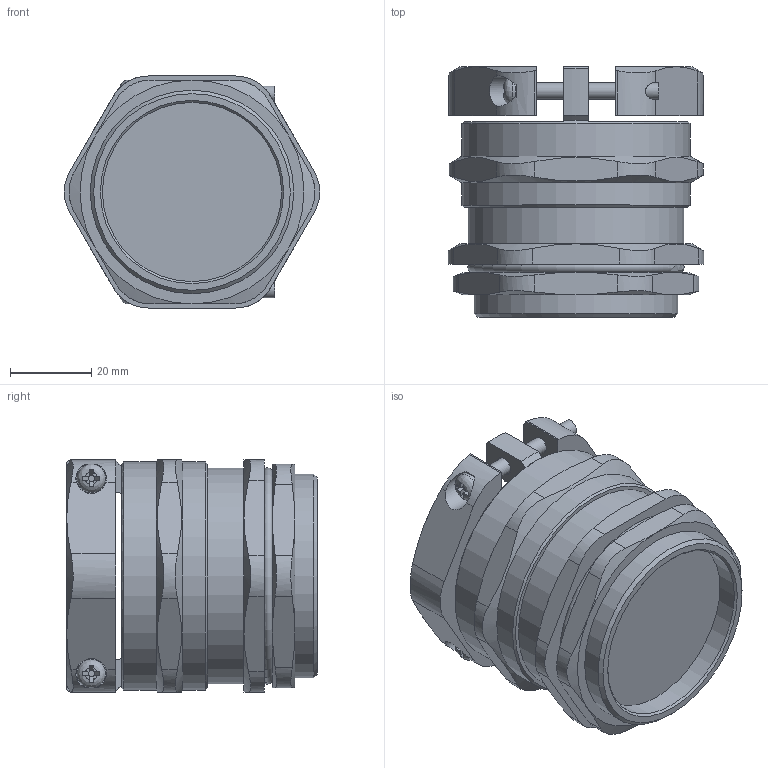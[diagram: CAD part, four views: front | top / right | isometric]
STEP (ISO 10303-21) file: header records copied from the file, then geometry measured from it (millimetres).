
FILE_DESCRIPTION(/* description */ ('ВКХ-ЛР-М50-38-L13'),/* implementation_level */ '2;1');
FILE_NAME(/* name */ '',/* time_stamp */ '2025-07-17T11:52:01+07:00',/* author */ ('zeta-86'),/* organization */ (''),/* preprocessor_version */ 'ST-DEVELOPER v19.2',/* originating_system */ 'Autodesk Inventor 2024',/* authorisation */ '');
FILE_SCHEMA (('AUTOMOTIVE_DESIGN { 1 0 10303 214 3 1 1 }'));
Length unit declared in the file: millimetre
Products named in the file (1): zeta34766
Bounding box: 62.72 x 61.54 x 57 mm (x, y, z)
Volume: 122276.7 mm3; surface area: 24277.2 mm2
Topology: 2 solids, 2 shells, 268 faces, 724 edges, 472 vertices
Faces by surface type: plane 91, cylinder 88, cone 78, torus 9, bspline 2
Full cylindrical faces by diameter (mm): 2.7 x2, 4 x4, 4.5 x4, 7 x2, 44 x1, 48.3 x1, 50 x1, 53 x1, 56 x2
Entity records: 8883 total; most frequent: CARTESIAN_POINT 2477, ORIENTED_EDGE 1448, DIRECTION 1260, EDGE_CURVE 724, AXIS2_PLACEMENT_3D 494, VERTEX_POINT 472, EDGE_LOOP 287, LINE 272
